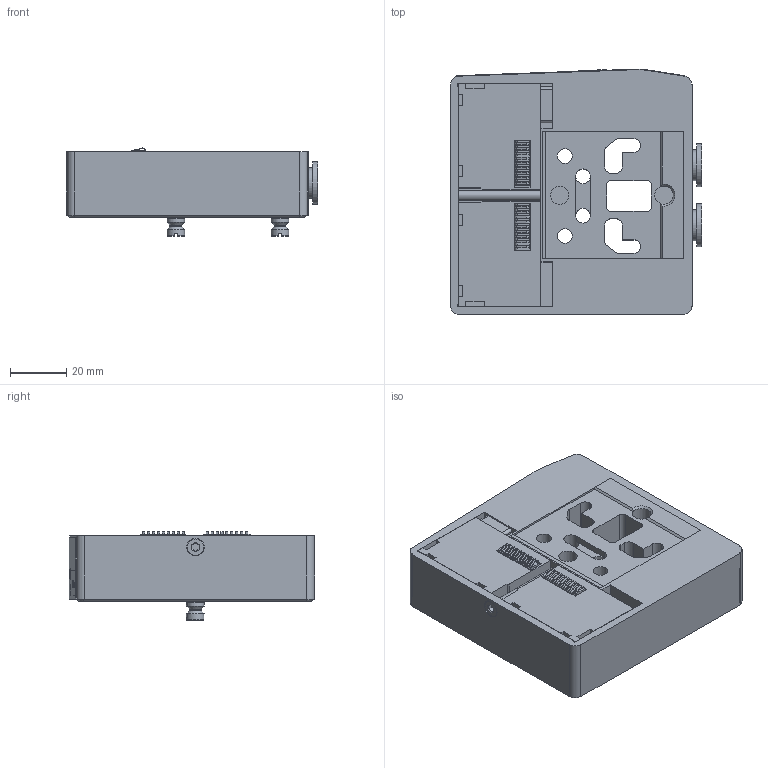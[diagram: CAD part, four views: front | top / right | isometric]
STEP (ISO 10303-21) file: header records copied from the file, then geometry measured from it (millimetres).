
FILE_DESCRIPTION (( 'STEP AP214' ), '1' );
FILE_NAME ('CMV-B2L-3B.STEP', '2014-12-09T18:40:01', ( '' ), ( '' ), 'SwSTEP 2.0', 'SolidWorks 2013', '' );
FILE_SCHEMA (( 'AUTOMOTIVE_DESIGN' ));
Length unit declared in the file: millimetre
Products named in the file (1): CMV-B2L-3B
Bounding box: 89.5 x 87.29 x 31.43 mm (x, y, z)
Volume: 154040.1 mm3; surface area: 54388.8 mm2
Topology: 75 solids, 75 shells, 1173 faces, 2906 edges, 1913 vertices
Faces by surface type: plane 883, cylinder 162, bspline 101, torus 16, cone 11
Full cylindrical faces by diameter (mm): 1.5 x4, 3.35 x4, 3.5 x1, 3.6 x1, 4 x4, 4.2 x2, 4.4 x4, 5.25 x8, 5.75 x2, 6.25 x7, 6.5 x2, 9.75 x2, 11 x2, 14 x2, 15.25 x2, 18 x2
Entity records: 43588 total; most frequent: CARTESIAN_POINT 10315, ORIENTED_EDGE 5632, DIRECTION 5109, EDGE_CURVE 2816, LINE 2245, VECTOR 2245, VERTEX_POINT 1894, AXIS2_PLACEMENT_3D 1432
